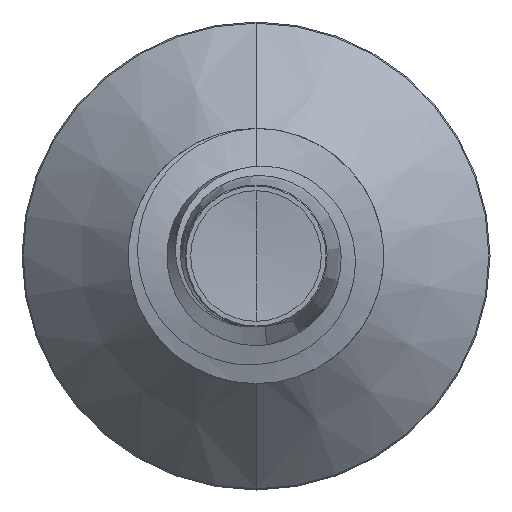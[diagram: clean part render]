
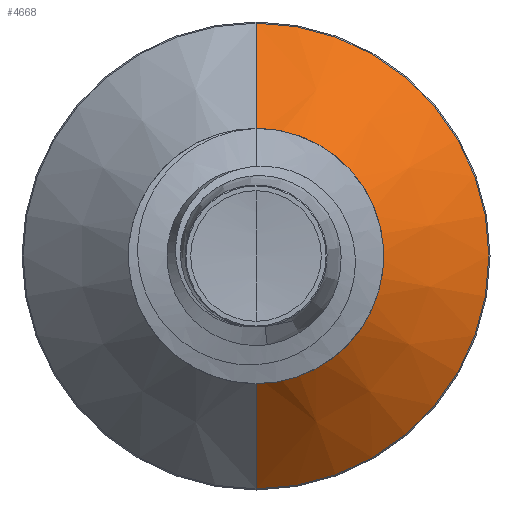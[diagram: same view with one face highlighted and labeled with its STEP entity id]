
A CAD part, front view. The second image highlights one B-rep face of the part: STEP entity #4668.
In plain terms, the highlighted conical face has half-angle 45 degrees and reference radius 1.414 mm.
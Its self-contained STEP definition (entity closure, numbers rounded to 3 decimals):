
#781 = EDGE_CURVE ( 'NONE', #3783, #1231, #2648, .T. ) ;
#1231 = VERTEX_POINT ( 'NONE', #9582 ) ;
#1321 = VECTOR ( 'NONE', #4960, 1000. ) ;
#1586 = ORIENTED_EDGE ( 'NONE', *, *, #1927, .F. ) ;
#1629 = DIRECTION ( 'NONE',  ( 0., 0., 1. ) ) ;
#1646 = DIRECTION ( 'NONE',  ( 0., 1., 0. ) ) ;
#1657 = CARTESIAN_POINT ( 'NONE',  ( 0., 4.114, 0. ) ) ;
#1678 = CIRCLE ( 'NONE', #6422, 1.414 ) ;
#1927 = EDGE_CURVE ( 'NONE', #10061, #3783, #10597, .T. ) ;
#1977 = ORIENTED_EDGE ( 'NONE', *, *, #3516, .T. ) ;
#2362 = ORIENTED_EDGE ( 'NONE', *, *, #781, .F. ) ;
#2648 = CIRCLE ( 'NONE', #3548, 2.737 ) ;
#2824 = VECTOR ( 'NONE', #4732, 1000. ) ;
#3226 = CARTESIAN_POINT ( 'NONE',  ( 0., 4.114, -1.414 ) ) ;
#3227 = ORIENTED_EDGE ( 'NONE', *, *, #8022, .T. ) ;
#3516 = EDGE_CURVE ( 'NONE', #10562, #1231, #8343, .T. ) ;
#3548 = AXIS2_PLACEMENT_3D ( 'NONE', #10540, #10598, #10586 ) ;
#3783 = VERTEX_POINT ( 'NONE', #3971 ) ;
#3971 = CARTESIAN_POINT ( 'NONE',  ( 0., 5.437, 2.737 ) ) ;
#4655 = CARTESIAN_POINT ( 'NONE',  ( 0., 4.114, 1.414 ) ) ;
#4668 = ADVANCED_FACE ( 'NONE', ( #9467 ), #7427, .T. ) ;
#4713 = CARTESIAN_POINT ( 'NONE',  ( 0., 4.114, 1.414 ) ) ;
#4732 = DIRECTION ( 'NONE',  ( 0., 0.707, 0.707 ) ) ;
#4960 = DIRECTION ( 'NONE',  ( 0., 0.707, -0.707 ) ) ;
#4985 = CARTESIAN_POINT ( 'NONE',  ( 0., 4.114, -1.414 ) ) ;
#6422 = AXIS2_PLACEMENT_3D ( 'NONE', #6824, #6799, #6791 ) ;
#6791 = DIRECTION ( 'NONE',  ( 0., 0., 1. ) ) ;
#6799 = DIRECTION ( 'NONE',  ( 0., 1., 0. ) ) ;
#6824 = CARTESIAN_POINT ( 'NONE',  ( 0., 4.114, 0. ) ) ;
#7427 = CONICAL_SURFACE ( 'NONE', #9694, 1.414, 0.785 ) ;
#8022 = EDGE_CURVE ( 'NONE', #10061, #10562, #1678, .T. ) ;
#8343 = LINE ( 'NONE', #4985, #1321 ) ;
#9467 = FACE_OUTER_BOUND ( 'NONE', #10004, .T. ) ;
#9582 = CARTESIAN_POINT ( 'NONE',  ( 0., 5.437, -2.737 ) ) ;
#9694 = AXIS2_PLACEMENT_3D ( 'NONE', #1657, #1646, #1629 ) ;
#10004 = EDGE_LOOP ( 'NONE', ( #3227, #1977, #2362, #1586 ) ) ;
#10061 = VERTEX_POINT ( 'NONE', #4655 ) ;
#10540 = CARTESIAN_POINT ( 'NONE',  ( 0., 5.437, 0. ) ) ;
#10562 = VERTEX_POINT ( 'NONE', #3226 ) ;
#10586 = DIRECTION ( 'NONE',  ( 0., 0., 1. ) ) ;
#10597 = LINE ( 'NONE', #4713, #2824 ) ;
#10598 = DIRECTION ( 'NONE',  ( 0., 1., 0. ) ) ;
